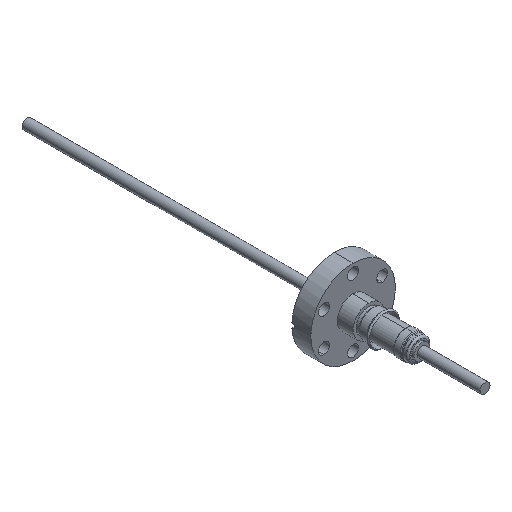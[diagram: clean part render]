
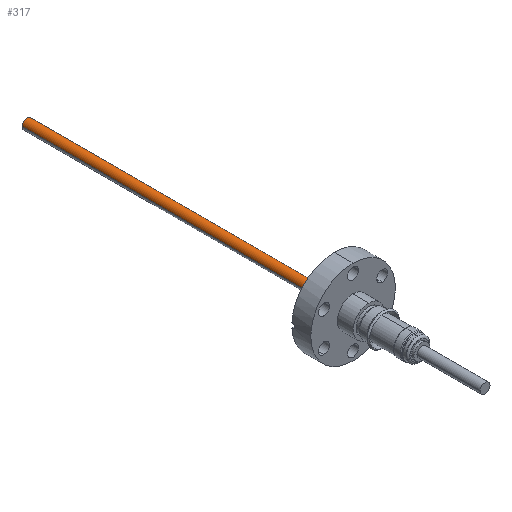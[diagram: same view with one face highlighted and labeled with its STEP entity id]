
A CAD part, isometric view. The second image highlights one B-rep face of the part: STEP entity #317.
In plain terms, the highlighted cylindrical face has radius 1.981 mm (diameter 3.962 mm), a partial arc.
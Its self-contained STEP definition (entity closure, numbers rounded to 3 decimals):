
#25 = CARTESIAN_POINT ( 'NONE',  ( -9.614, -1.674, 1.875 ) ) ;
#26 = AXIS2_PLACEMENT_3D ( 'NONE', #25, #1934, #301 ) ;
#216 = AXIS2_PLACEMENT_3D ( 'NONE', #2838, #1184, #3112 ) ;
#243 = ORIENTED_EDGE ( 'NONE', *, *, #563, .F. ) ;
#299 = VERTEX_POINT ( 'NONE', #2980 ) ;
#301 = DIRECTION ( 'NONE',  ( -1., 0., 0. ) ) ;
#317 = ADVANCED_FACE ( 'NONE', ( #737 ), #2760, .T. ) ;
#427 = CARTESIAN_POINT ( 'NONE',  ( -7.632, -1.674, 1.875 ) ) ;
#563 = EDGE_CURVE ( 'NONE', #1438, #299, #782, .T. ) ;
#737 = FACE_OUTER_BOUND ( 'NONE', #3477, .T. ) ;
#782 = LINE ( 'NONE', #937, #2887 ) ;
#802 = CARTESIAN_POINT ( 'NONE',  ( -9.614, -1.674, 55.955 ) ) ;
#862 = EDGE_CURVE ( 'NONE', #1438, #2987, #2055, .T. ) ;
#911 = CARTESIAN_POINT ( 'NONE',  ( -11.595, -1.674, 1.875 ) ) ;
#937 = CARTESIAN_POINT ( 'NONE',  ( -11.595, -1.674, 55.955 ) ) ;
#1016 = ORIENTED_EDGE ( 'NONE', *, *, #3208, .T. ) ;
#1067 = DIRECTION ( 'NONE',  ( 0., 0., -1. ) ) ;
#1150 = CARTESIAN_POINT ( 'NONE',  ( -7.632, -1.674, -128.195 ) ) ;
#1184 = DIRECTION ( 'NONE',  ( 0., 0., 1. ) ) ;
#1330 = CARTESIAN_POINT ( 'NONE',  ( -7.632, -1.674, 55.955 ) ) ;
#1438 = VERTEX_POINT ( 'NONE', #911 ) ;
#1684 = AXIS2_PLACEMENT_3D ( 'NONE', #802, #1067, #2442 ) ;
#1876 = ORIENTED_EDGE ( 'NONE', *, *, #862, .T. ) ;
#1911 = ORIENTED_EDGE ( 'NONE', *, *, #3422, .T. ) ;
#1934 = DIRECTION ( 'NONE',  ( 0., 0., -1. ) ) ;
#2055 = CIRCLE ( 'NONE', #26, 1.981 ) ;
#2442 = DIRECTION ( 'NONE',  ( -1., 0., 0. ) ) ;
#2709 = DIRECTION ( 'NONE',  ( 0., 0., -1. ) ) ;
#2760 = CYLINDRICAL_SURFACE ( 'NONE', #1684, 1.981 ) ;
#2813 = CIRCLE ( 'NONE', #216, 1.981 ) ;
#2838 = CARTESIAN_POINT ( 'NONE',  ( -9.614, -1.674, -128.195 ) ) ;
#2861 = DIRECTION ( 'NONE',  ( 0., 0., -1. ) ) ;
#2887 = VECTOR ( 'NONE', #2861, 1000. ) ;
#2980 = CARTESIAN_POINT ( 'NONE',  ( -11.595, -1.674, -128.195 ) ) ;
#2987 = VERTEX_POINT ( 'NONE', #427 ) ;
#3112 = DIRECTION ( 'NONE',  ( -1., 0., 0. ) ) ;
#3208 = EDGE_CURVE ( 'NONE', #2987, #3331, #3428, .T. ) ;
#3331 = VERTEX_POINT ( 'NONE', #1150 ) ;
#3339 = VECTOR ( 'NONE', #2709, 1000. ) ;
#3422 = EDGE_CURVE ( 'NONE', #3331, #299, #2813, .T. ) ;
#3428 = LINE ( 'NONE', #1330, #3339 ) ;
#3477 = EDGE_LOOP ( 'NONE', ( #1876, #1016, #1911, #243 ) ) ;
